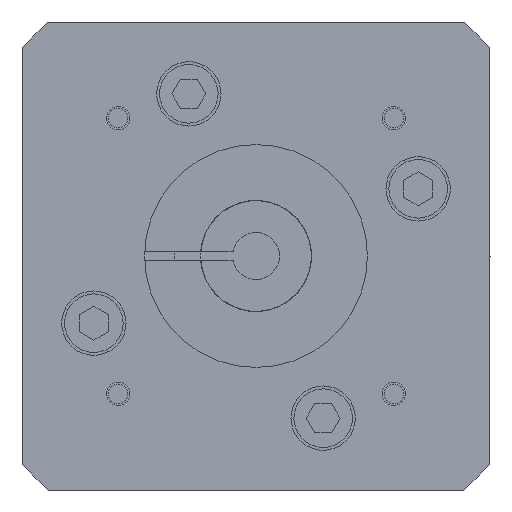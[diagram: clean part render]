
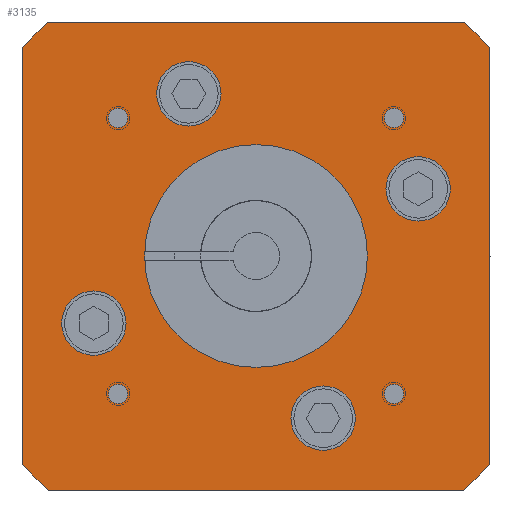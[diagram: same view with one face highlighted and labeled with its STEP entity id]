
A CAD part, left-side view. The second image highlights one B-rep face of the part: STEP entity #3135.
In plain terms, the highlighted planar face has unit normal (-1, 0, 0).
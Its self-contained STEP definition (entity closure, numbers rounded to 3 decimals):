
#85=CARTESIAN_POINT('',(0.,0.,0.));
#86=DIRECTION('',(-1.,0.,0.));
#87=DIRECTION('',(0.,-0.748,0.664));
#88=AXIS2_PLACEMENT_3D('',#85,#86,#87);
#90=DIRECTION('',(0.,0.,1.));
#91=VECTOR('',#90,71.056);
#92=CARTESIAN_POINT('',(0.,-40.,-35.528));
#93=LINE('',#92,#91);
#94=CARTESIAN_POINT('',(0.,0.,0.));
#95=DIRECTION('',(-1.,0.,0.));
#96=DIRECTION('',(0.,-0.664,-0.748));
#97=AXIS2_PLACEMENT_3D('',#94,#95,#96);
#99=DIRECTION('',(0.,-1.,0.));
#100=VECTOR('',#99,71.056);
#101=CARTESIAN_POINT('',(0.,35.528,-40.));
#102=LINE('',#101,#100);
#103=CARTESIAN_POINT('',(0.,0.,0.));
#104=DIRECTION('',(-1.,0.,0.));
#105=DIRECTION('',(0.,0.748,-0.664));
#106=AXIS2_PLACEMENT_3D('',#103,#104,#105);
#108=DIRECTION('',(0.,0.,-1.));
#109=VECTOR('',#108,71.056);
#110=CARTESIAN_POINT('',(0.,40.,35.528));
#111=LINE('',#110,#109);
#112=CARTESIAN_POINT('',(0.,0.,0.));
#113=DIRECTION('',(-1.,0.,0.));
#114=DIRECTION('',(0.,0.664,0.748));
#115=AXIS2_PLACEMENT_3D('',#112,#113,#114);
#117=DIRECTION('',(0.,1.,0.));
#118=VECTOR('',#117,71.056);
#119=CARTESIAN_POINT('',(0.,-35.528,40.));
#120=LINE('',#119,#118);
#121=CARTESIAN_POINT('',(0.,0.,0.));
#122=DIRECTION('',(1.,0.,0.));
#123=DIRECTION('',(0.,-1.,0.));
#124=AXIS2_PLACEMENT_3D('',#121,#122,#123);
#126=CARTESIAN_POINT('',(0.,0.,0.));
#127=DIRECTION('',(1.,0.,0.));
#128=DIRECTION('',(0.,1.,0.));
#129=AXIS2_PLACEMENT_3D('',#126,#127,#128);
#131=CARTESIAN_POINT('',(0.,-23.582,23.582));
#132=DIRECTION('',(-1.,0.,0.));
#133=DIRECTION('',(0.,0.,-1.));
#134=AXIS2_PLACEMENT_3D('',#131,#132,#133);
#136=CARTESIAN_POINT('',(0.,-23.582,23.582));
#137=DIRECTION('',(-1.,0.,0.));
#138=DIRECTION('',(0.,0.,1.));
#139=AXIS2_PLACEMENT_3D('',#136,#137,#138);
#141=CARTESIAN_POINT('',(0.,-23.582,-23.582));
#142=DIRECTION('',(-1.,0.,0.));
#143=DIRECTION('',(0.,0.,-1.));
#144=AXIS2_PLACEMENT_3D('',#141,#142,#143);
#146=CARTESIAN_POINT('',(0.,-23.582,-23.582));
#147=DIRECTION('',(-1.,0.,0.));
#148=DIRECTION('',(0.,0.,1.));
#149=AXIS2_PLACEMENT_3D('',#146,#147,#148);
#151=CARTESIAN_POINT('',(0.,23.582,-23.582));
#152=DIRECTION('',(-1.,0.,0.));
#153=DIRECTION('',(0.,0.,-1.));
#154=AXIS2_PLACEMENT_3D('',#151,#152,#153);
#156=CARTESIAN_POINT('',(0.,23.582,-23.582));
#157=DIRECTION('',(-1.,0.,0.));
#158=DIRECTION('',(0.,0.,1.));
#159=AXIS2_PLACEMENT_3D('',#156,#157,#158);
#161=CARTESIAN_POINT('',(0.,23.582,23.582));
#162=DIRECTION('',(-1.,0.,0.));
#163=DIRECTION('',(0.,0.,-1.));
#164=AXIS2_PLACEMENT_3D('',#161,#162,#163);
#166=CARTESIAN_POINT('',(0.,23.582,23.582));
#167=DIRECTION('',(-1.,0.,0.));
#168=DIRECTION('',(0.,0.,1.));
#169=AXIS2_PLACEMENT_3D('',#166,#167,#168);
#171=CARTESIAN_POINT('',(0.,-27.716,11.481));
#172=DIRECTION('',(-1.,0.,0.));
#173=DIRECTION('',(0.,0.,1.));
#174=AXIS2_PLACEMENT_3D('',#171,#172,#173);
#176=CARTESIAN_POINT('',(0.,-27.716,11.481));
#177=DIRECTION('',(-1.,0.,0.));
#178=DIRECTION('',(0.,0.,-1.));
#179=AXIS2_PLACEMENT_3D('',#176,#177,#178);
#181=CARTESIAN_POINT('',(0.,-11.481,-27.716));
#182=DIRECTION('',(-1.,0.,0.));
#183=DIRECTION('',(0.,0.,-1.));
#184=AXIS2_PLACEMENT_3D('',#181,#182,#183);
#186=CARTESIAN_POINT('',(0.,-11.481,-27.716));
#187=DIRECTION('',(-1.,0.,0.));
#188=DIRECTION('',(0.,0.,1.));
#189=AXIS2_PLACEMENT_3D('',#186,#187,#188);
#191=CARTESIAN_POINT('',(0.,27.716,-11.481));
#192=DIRECTION('',(-1.,0.,0.));
#193=DIRECTION('',(0.,0.,-1.));
#194=AXIS2_PLACEMENT_3D('',#191,#192,#193);
#196=CARTESIAN_POINT('',(0.,27.716,-11.481));
#197=DIRECTION('',(-1.,0.,0.));
#198=DIRECTION('',(0.,0.,1.));
#199=AXIS2_PLACEMENT_3D('',#196,#197,#198);
#201=CARTESIAN_POINT('',(0.,11.481,27.716));
#202=DIRECTION('',(-1.,0.,0.));
#203=DIRECTION('',(0.,0.,-1.));
#204=AXIS2_PLACEMENT_3D('',#201,#202,#203);
#206=CARTESIAN_POINT('',(0.,11.481,27.716));
#207=DIRECTION('',(-1.,0.,0.));
#208=DIRECTION('',(0.,0.,1.));
#209=AXIS2_PLACEMENT_3D('',#206,#207,#208);
#2674=CARTESIAN_POINT('',(0.,-40.,35.528));
#2675=CARTESIAN_POINT('',(0.,-35.528,40.));
#2676=VERTEX_POINT('',#2674);
#2677=VERTEX_POINT('',#2675);
#2678=CARTESIAN_POINT('',(0.,35.528,40.));
#2679=VERTEX_POINT('',#2678);
#2680=CARTESIAN_POINT('',(0.,40.,35.528));
#2681=VERTEX_POINT('',#2680);
#2682=CARTESIAN_POINT('',(0.,40.,-35.528));
#2683=VERTEX_POINT('',#2682);
#2684=CARTESIAN_POINT('',(0.,35.528,-40.));
#2685=VERTEX_POINT('',#2684);
#2686=CARTESIAN_POINT('',(0.,-35.528,-40.));
#2687=VERTEX_POINT('',#2686);
#2688=CARTESIAN_POINT('',(0.,-40.,-35.528));
#2689=VERTEX_POINT('',#2688);
#2690=CARTESIAN_POINT('',(0.,-19.05,0.));
#2691=CARTESIAN_POINT('',(0.,19.05,0.));
#2692=VERTEX_POINT('',#2690);
#2693=VERTEX_POINT('',#2691);
#2746=CARTESIAN_POINT('',(0.,-23.582,21.932));
#2747=CARTESIAN_POINT('',(0.,-23.582,25.232));
#2748=VERTEX_POINT('',#2746);
#2749=VERTEX_POINT('',#2747);
#2750=CARTESIAN_POINT('',(0.,-23.582,-25.232));
#2751=CARTESIAN_POINT('',(0.,-23.582,-21.932));
#2752=VERTEX_POINT('',#2750);
#2753=VERTEX_POINT('',#2751);
#2754=CARTESIAN_POINT('',(0.,23.582,-25.232));
#2755=CARTESIAN_POINT('',(0.,23.582,-21.932));
#2756=VERTEX_POINT('',#2754);
#2757=VERTEX_POINT('',#2755);
#2758=CARTESIAN_POINT('',(0.,23.582,21.932));
#2759=CARTESIAN_POINT('',(0.,23.582,25.232));
#2760=VERTEX_POINT('',#2758);
#2761=VERTEX_POINT('',#2759);
#2778=CARTESIAN_POINT('',(0.,-27.716,16.981));
#2779=CARTESIAN_POINT('',(0.,-27.716,5.981));
#2780=VERTEX_POINT('',#2778);
#2781=VERTEX_POINT('',#2779);
#2782=CARTESIAN_POINT('',(0.,-11.481,-33.216));
#2783=CARTESIAN_POINT('',(0.,-11.481,-22.216));
#2784=VERTEX_POINT('',#2782);
#2785=VERTEX_POINT('',#2783);
#2786=CARTESIAN_POINT('',(0.,27.716,-16.981));
#2787=CARTESIAN_POINT('',(0.,27.716,-5.981));
#2788=VERTEX_POINT('',#2786);
#2789=VERTEX_POINT('',#2787);
#2790=CARTESIAN_POINT('',(0.,11.481,22.216));
#2791=CARTESIAN_POINT('',(0.,11.481,33.216));
#2792=VERTEX_POINT('',#2790);
#2793=VERTEX_POINT('',#2791);
#3062=CARTESIAN_POINT('',(0.,0.,0.));
#3063=DIRECTION('',(-1.,0.,0.));
#3064=DIRECTION('',(0.,0.,-1.));
#3065=AXIS2_PLACEMENT_3D('',#3062,#3063,#3064);
#3066=PLANE('',#3065);
#3067=ORIENTED_EDGE('',*,*,#3028,.F.);
#3068=ORIENTED_EDGE('',*,*,#3043,.F.);
#3069=ORIENTED_EDGE('',*,*,#3056,.F.);
#3070=ORIENTED_EDGE('',*,*,#2979,.F.);
#3072=ORIENTED_EDGE('',*,*,#3071,.F.);
#3074=ORIENTED_EDGE('',*,*,#3073,.F.);
#3076=ORIENTED_EDGE('',*,*,#3075,.F.);
#3078=ORIENTED_EDGE('',*,*,#3077,.F.);
#3079=EDGE_LOOP('',(#3067,#3068,#3069,#3070,#3072,#3074,#3076,#3078));
#3080=FACE_OUTER_BOUND('',#3079,.F.);
#3082=ORIENTED_EDGE('',*,*,#3081,.F.);
#3084=ORIENTED_EDGE('',*,*,#3083,.F.);
#3085=EDGE_LOOP('',(#3082,#3084));
#3086=FACE_BOUND('',#3085,.F.);
#3088=ORIENTED_EDGE('',*,*,#3087,.T.);
#3090=ORIENTED_EDGE('',*,*,#3089,.T.);
#3091=EDGE_LOOP('',(#3088,#3090));
#3092=FACE_BOUND('',#3091,.F.);
#3094=ORIENTED_EDGE('',*,*,#3093,.T.);
#3096=ORIENTED_EDGE('',*,*,#3095,.T.);
#3097=EDGE_LOOP('',(#3094,#3096));
#3098=FACE_BOUND('',#3097,.F.);
#3100=ORIENTED_EDGE('',*,*,#3099,.T.);
#3102=ORIENTED_EDGE('',*,*,#3101,.T.);
#3103=EDGE_LOOP('',(#3100,#3102));
#3104=FACE_BOUND('',#3103,.F.);
#3106=ORIENTED_EDGE('',*,*,#3105,.T.);
#3108=ORIENTED_EDGE('',*,*,#3107,.T.);
#3109=EDGE_LOOP('',(#3106,#3108));
#3110=FACE_BOUND('',#3109,.F.);
#3112=ORIENTED_EDGE('',*,*,#3111,.T.);
#3114=ORIENTED_EDGE('',*,*,#3113,.T.);
#3115=EDGE_LOOP('',(#3112,#3114));
#3116=FACE_BOUND('',#3115,.F.);
#3118=ORIENTED_EDGE('',*,*,#3117,.T.);
#3120=ORIENTED_EDGE('',*,*,#3119,.T.);
#3121=EDGE_LOOP('',(#3118,#3120));
#3122=FACE_BOUND('',#3121,.F.);
#3124=ORIENTED_EDGE('',*,*,#3123,.T.);
#3126=ORIENTED_EDGE('',*,*,#3125,.T.);
#3127=EDGE_LOOP('',(#3124,#3126));
#3128=FACE_BOUND('',#3127,.F.);
#3130=ORIENTED_EDGE('',*,*,#3129,.T.);
#3132=ORIENTED_EDGE('',*,*,#3131,.T.);
#3133=EDGE_LOOP('',(#3130,#3132));
#3134=FACE_BOUND('',#3133,.F.);
#89=CIRCLE('',#88,53.5);
#98=CIRCLE('',#97,53.5);
#107=CIRCLE('',#106,53.5);
#116=CIRCLE('',#115,53.5);
#125=CIRCLE('',#124,19.05);
#130=CIRCLE('',#129,19.05);
#135=CIRCLE('',#134,1.65);
#140=CIRCLE('',#139,1.65);
#145=CIRCLE('',#144,1.65);
#150=CIRCLE('',#149,1.65);
#155=CIRCLE('',#154,1.65);
#160=CIRCLE('',#159,1.65);
#165=CIRCLE('',#164,1.65);
#170=CIRCLE('',#169,1.65);
#175=CIRCLE('',#174,5.5);
#180=CIRCLE('',#179,5.5);
#185=CIRCLE('',#184,5.5);
#190=CIRCLE('',#189,5.5);
#195=CIRCLE('',#194,5.5);
#200=CIRCLE('',#199,5.5);
#205=CIRCLE('',#204,5.5);
#210=CIRCLE('',#209,5.5);
#2979=EDGE_CURVE('',#2685,#2687,#102,.T.);
#3028=EDGE_CURVE('',#2676,#2677,#89,.T.);
#3043=EDGE_CURVE('',#2689,#2676,#93,.T.);
#3056=EDGE_CURVE('',#2687,#2689,#98,.T.);
#3071=EDGE_CURVE('',#2683,#2685,#107,.T.);
#3073=EDGE_CURVE('',#2681,#2683,#111,.T.);
#3075=EDGE_CURVE('',#2679,#2681,#116,.T.);
#3077=EDGE_CURVE('',#2677,#2679,#120,.T.);
#3081=EDGE_CURVE('',#2692,#2693,#125,.T.);
#3083=EDGE_CURVE('',#2693,#2692,#130,.T.);
#3087=EDGE_CURVE('',#2748,#2749,#135,.T.);
#3089=EDGE_CURVE('',#2749,#2748,#140,.T.);
#3093=EDGE_CURVE('',#2752,#2753,#145,.T.);
#3095=EDGE_CURVE('',#2753,#2752,#150,.T.);
#3099=EDGE_CURVE('',#2756,#2757,#155,.T.);
#3101=EDGE_CURVE('',#2757,#2756,#160,.T.);
#3105=EDGE_CURVE('',#2760,#2761,#165,.T.);
#3107=EDGE_CURVE('',#2761,#2760,#170,.T.);
#3111=EDGE_CURVE('',#2780,#2781,#175,.T.);
#3113=EDGE_CURVE('',#2781,#2780,#180,.T.);
#3117=EDGE_CURVE('',#2784,#2785,#185,.T.);
#3119=EDGE_CURVE('',#2785,#2784,#190,.T.);
#3123=EDGE_CURVE('',#2788,#2789,#195,.T.);
#3125=EDGE_CURVE('',#2789,#2788,#200,.T.);
#3129=EDGE_CURVE('',#2792,#2793,#205,.T.);
#3131=EDGE_CURVE('',#2793,#2792,#210,.T.);
#3135=ADVANCED_FACE('',(#3080,#3086,#3092,#3098,#3104,#3110,#3116,#3122,#3128,
#3134),#3066,.T.);
